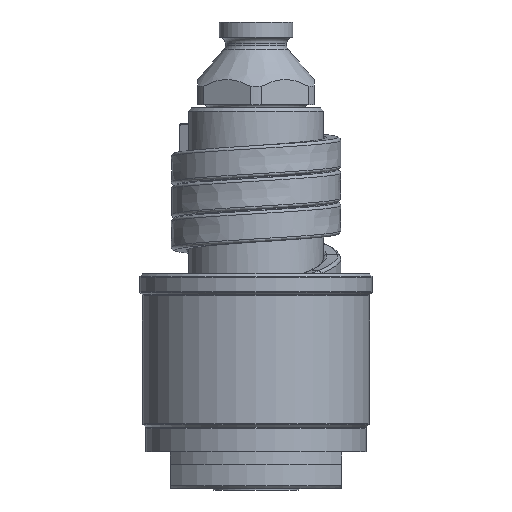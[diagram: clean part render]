
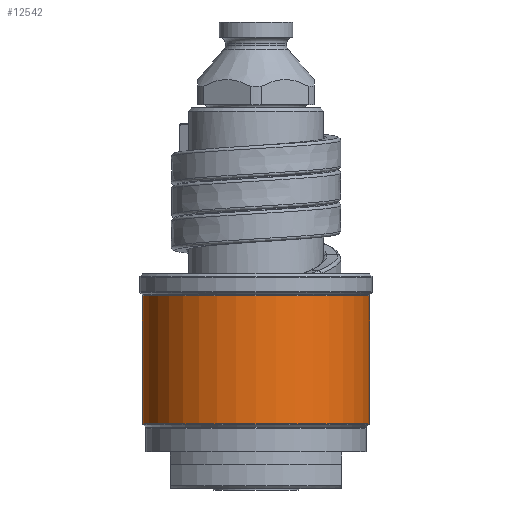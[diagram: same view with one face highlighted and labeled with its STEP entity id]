
A CAD part, front view. The second image highlights one B-rep face of the part: STEP entity #12542.
In plain terms, the highlighted cylindrical face has radius 18.5 mm (diameter 37 mm), a partial arc.
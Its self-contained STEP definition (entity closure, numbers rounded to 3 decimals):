
#4613=CARTESIAN_POINT('',(0.,0.,10.583));
#4614=DIRECTION('',(0.,0.,1.));
#4615=DIRECTION('',(-1.,0.,0.));
#4616=AXIS2_PLACEMENT_3D('',#4613,#4614,#4615);
#4618=DIRECTION('',(0.,0.,-1.));
#4619=VECTOR('',#4618,20.834);
#4620=CARTESIAN_POINT('',(-18.5,0.,31.417));
#4621=LINE('',#4620,#4619);
#4622=CARTESIAN_POINT('',(0.,0.,31.417));
#4623=DIRECTION('',(0.,0.,1.));
#4624=DIRECTION('',(-1.,0.,0.));
#4625=AXIS2_PLACEMENT_3D('',#4622,#4623,#4624);
#4627=DIRECTION('',(0.,0.,-1.));
#4628=VECTOR('',#4627,20.834);
#4629=CARTESIAN_POINT('',(18.5,0.,31.417));
#4630=LINE('',#4629,#4628);
#5087=CARTESIAN_POINT('',(18.5,0.,31.417));
#5088=CARTESIAN_POINT('',(-18.5,0.,31.417));
#5089=VERTEX_POINT('',#5087);
#5090=VERTEX_POINT('',#5088);
#5113=CARTESIAN_POINT('',(18.5,0.,10.583));
#5114=VERTEX_POINT('',#5113);
#5115=CARTESIAN_POINT('',(-18.5,0.,10.583));
#5116=VERTEX_POINT('',#5115);
#12530=CARTESIAN_POINT('',(0.,0.,8.75));
#12531=DIRECTION('',(0.,0.,1.));
#12532=DIRECTION('',(-1.,0.,0.));
#12533=AXIS2_PLACEMENT_3D('',#12530,#12531,#12532);
#12534=CYLINDRICAL_SURFACE('',#12533,18.5);
#12535=ORIENTED_EDGE('',*,*,#11029,.F.);
#12536=ORIENTED_EDGE('',*,*,#11010,.F.);
#12538=ORIENTED_EDGE('',*,*,#12537,.T.);
#12539=ORIENTED_EDGE('',*,*,#11006,.T.);
#12540=EDGE_LOOP('',(#12535,#12536,#12538,#12539));
#12541=FACE_OUTER_BOUND('',#12540,.F.);
#4617=CIRCLE('',#4616,18.5);
#4626=CIRCLE('',#4625,18.5);
#11006=EDGE_CURVE('',#5089,#5114,#4630,.T.);
#11010=EDGE_CURVE('',#5090,#5116,#4621,.T.);
#11029=EDGE_CURVE('',#5116,#5114,#4617,.T.);
#12537=EDGE_CURVE('',#5090,#5089,#4626,.T.);
#12542=ADVANCED_FACE('',(#12541),#12534,.T.);
